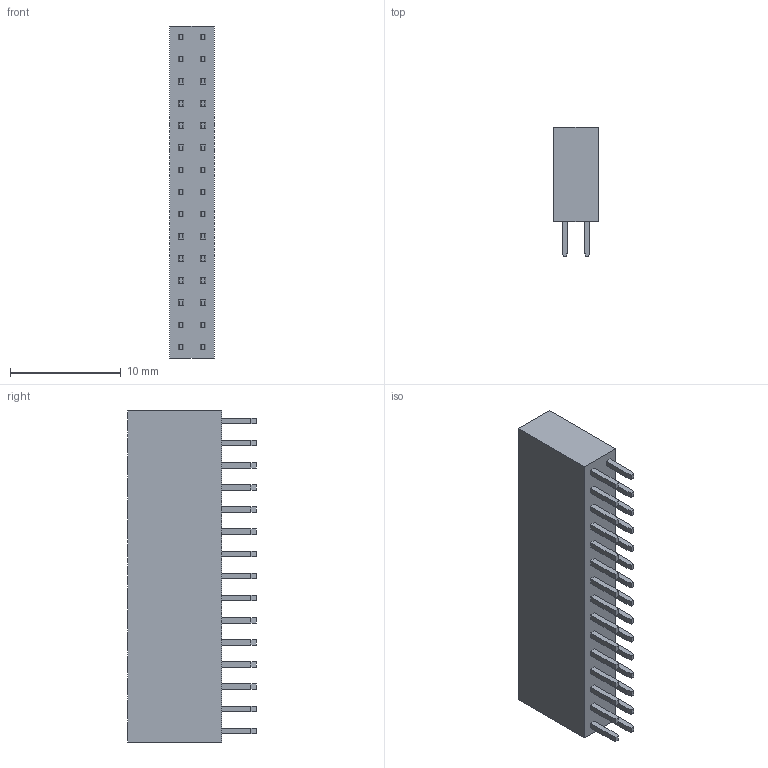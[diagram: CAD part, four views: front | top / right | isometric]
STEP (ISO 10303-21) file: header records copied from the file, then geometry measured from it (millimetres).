
FILE_DESCRIPTION (( 'STEP AP214' ), '1' );
FILE_NAME ('61BEB04D-3F14-46D4-BC3F-D5F3C20E3C84.STEP', '2025-04-24T06:17:17', ( '' ), ( '' ), 'SwSTEP 2.0', 'SolidWorks 2022', '' );
FILE_SCHEMA (( 'AUTOMOTIVE_DESIGN' ));
Length unit declared in the file: millimetre
Products named in the file (1): 61BEB04D-3F14-46D4-BC3F-D5F3C20E3C84
Bounding box: 4 x 11.65 x 30 mm (x, y, z)
Volume: 942.4 mm3; surface area: 1510 mm2
Topology: 1 solids, 1 shells, 486 faces, 1152 edges, 728 vertices
Faces by surface type: plane 486
Entity records: 18916 total; most frequent: CARTESIAN_POINT 2367, ORIENTED_EDGE 2304, DIRECTION 2126, VECTOR 1152, EDGE_CURVE 1152, LINE 1152, VERTEX_POINT 728, EDGE_LOOP 546
